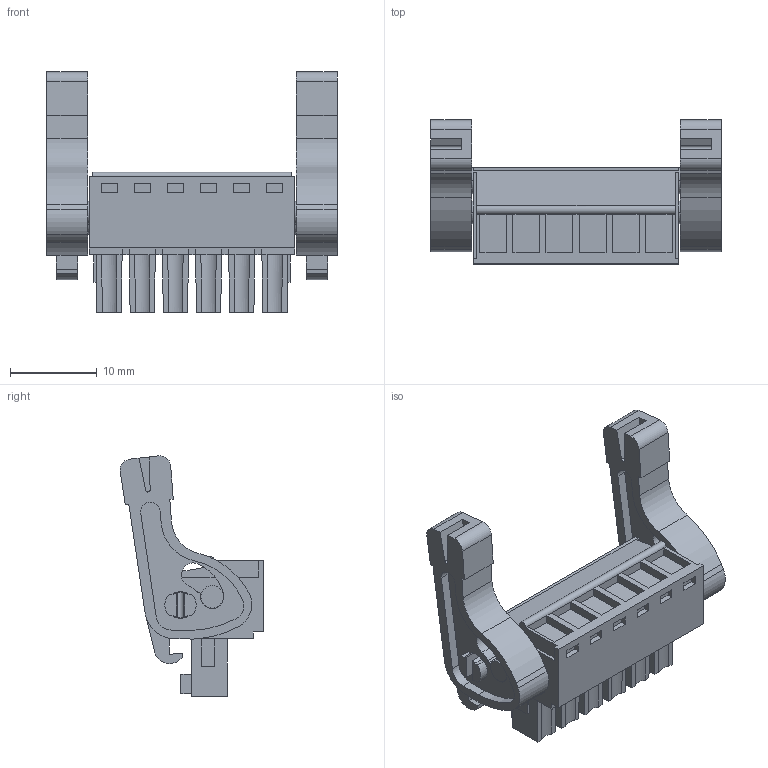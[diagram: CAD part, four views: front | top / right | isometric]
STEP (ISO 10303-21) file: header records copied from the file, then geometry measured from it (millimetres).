
FILE_DESCRIPTION(('CATIA V5 STEP','CAx-IF Rec.Pracs.--- Model Styling and Organization---1.2---2011-12-15'),'2;1');
FILE_NAME ('D1462199_0_2442330000_2442330000.stp','2017-07-31T14:46:42+00:00',('none'),('Weidmueller'),'CATIA Version 5-6 Release 2014','CATIA V5 STEP AP214','none');
FILE_SCHEMA(('AUTOMOTIVE_DESIGN { 1 0 10303 214 1 1 1 1 }'));
Length unit declared in the file: millimetre
Products named in the file (1): 2442330000
Bounding box: 33.45 x 16.55 x 27.68 mm (x, y, z)
Volume: 3562 mm3; surface area: 4018.6 mm2
Topology: 9 solids, 9 shells, 476 faces, 1258 edges, 832 vertices
Faces by surface type: plane 347, cylinder 129
Entity records: 13519 total; most frequent: ORIENTED_EDGE 2508, CARTESIAN_POINT 2486, DIRECTION 1799, EDGE_CURVE 1254, VECTOR 938, LINE 938, VERTEX_POINT 832, AXIS2_PLACEMENT_3D 575
